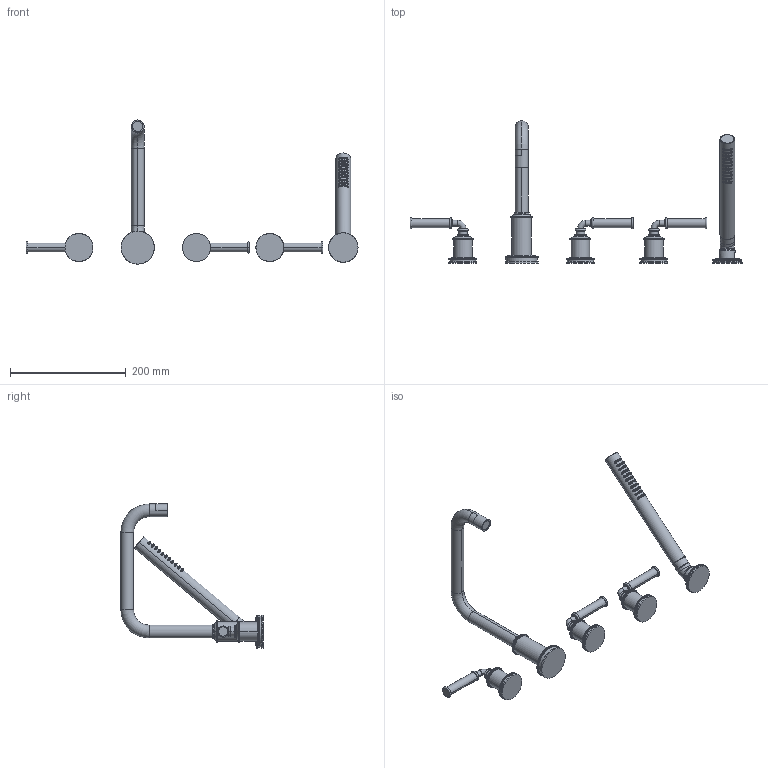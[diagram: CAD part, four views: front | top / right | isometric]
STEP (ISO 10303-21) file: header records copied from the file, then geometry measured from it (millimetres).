
FILE_DESCRIPTION((''),'2;1');
FILE_NAME('3-2947','2022-05-27T11:08:37',('rsmith'),(''),'CREO PARAMETRIC BY PTC INC, 2019352','CREO PARAMETRIC BY PTC INC, 2019352','');
FILE_SCHEMA(('CONFIG_CONTROL_DESIGN'));
Length unit declared in the file: inch
Products named in the file (1): 3-2947
Bounding box: 574.17 x 246.32 x 249.24 mm (x, y, z)
Volume: 590032.9 mm3; surface area: 116635.4 mm2
Topology: 5 solids, 5 shells, 4023 faces, 11169 edges, 7294 vertices
Faces by surface type: plane 2070, cylinder 1293, bspline 536, torus 114, cone 10
Entity records: 190718 total; most frequent: CARTESIAN_POINT 89225, ORIENTED_EDGE 22338, DIRECTION 19681, EDGE_CURVE 11169, VECTOR 7523, LINE 7523, VERTEX_POINT 7294, AXIS2_PLACEMENT_3D 6079
